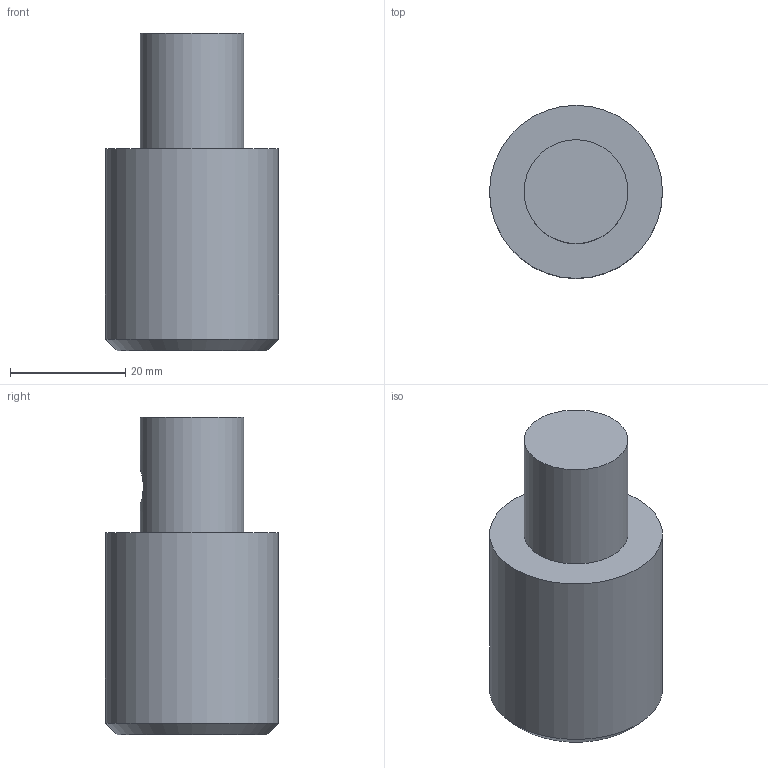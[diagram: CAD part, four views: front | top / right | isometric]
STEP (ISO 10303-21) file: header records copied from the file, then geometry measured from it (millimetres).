
FILE_DESCRIPTION((''),'1');
FILE_NAME('BW-CKB3-EWN.stp','2022-09-29T01:31:49',(''),(''),'Spatial Interop R21 SP3','Kubotek KeyCreator 2011 V10.0.2 (22737)',' ');
FILE_SCHEMA(('automotive_design'));
Length unit declared in the file: millimetre
Products named in the file (1): 240[2]
Bounding box: 30 x 30 x 55 mm (x, y, z)
Volume: 29577.9 mm3; surface area: 5770.6 mm2
Topology: 1 solids, 1 shells, 8 faces, 13 edges, 9 vertices
Faces by surface type: plane 4, cylinder 3, cone 1
Full cylindrical faces by diameter (mm): 6.2 x1, 18 x1, 30 x1
Entity records: 389 total; most frequent: CARTESIAN_POINT 92, DIRECTION 30, PRESENTATION_STYLE_ASSIGNMENT 26, COLOUR_RGB 26, STYLED_ITEM 17, CURVE_STYLE 17, DRAUGHTING_PRE_DEFINED_CURVE_FONT 17, ORIENTED_EDGE 16
